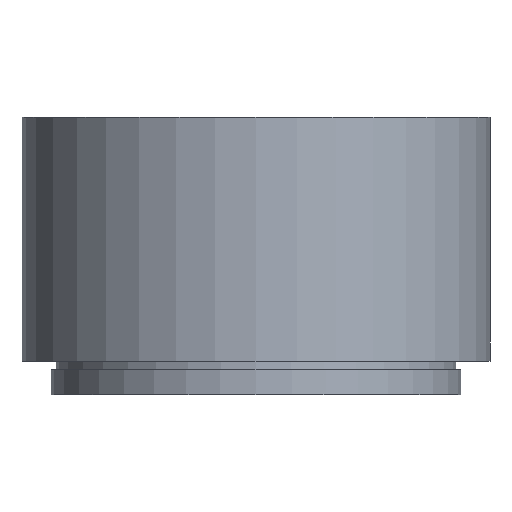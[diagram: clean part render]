
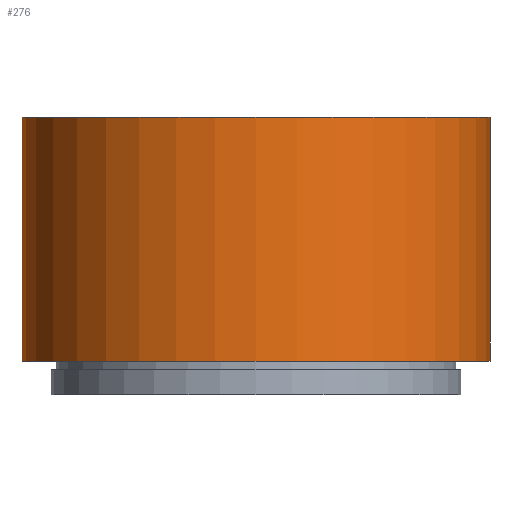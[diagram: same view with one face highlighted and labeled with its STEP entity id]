
A CAD part, front view. The second image highlights one B-rep face of the part: STEP entity #276.
In plain terms, the highlighted cylindrical face has radius 24 mm (diameter 48 mm), a partial arc.
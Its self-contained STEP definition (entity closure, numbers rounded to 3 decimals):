
#203 = VERTEX_POINT ( 'NONE', #625 ) ;
#204 = VERTEX_POINT ( 'NONE', #641 ) ;
#253 = EDGE_CURVE ( 'NONE', #204, #364, #763, .T. ) ;
#256 = EDGE_LOOP ( 'NONE', ( #257, #339, #268, #269 ) ) ;
#257 = ORIENTED_EDGE ( 'NONE', *, *, #253, .F. ) ;
#267 = EDGE_CURVE ( 'NONE', #203, #204, #805, .T. ) ;
#268 = ORIENTED_EDGE ( 'NONE', *, *, #311, .T. ) ;
#269 = ORIENTED_EDGE ( 'NONE', *, *, #361, .T. ) ;
#276 = ADVANCED_FACE ( 'NONE', ( #793 ), #790, .T. ) ;
#302 = VERTEX_POINT ( 'NONE', #950 ) ;
#311 = EDGE_CURVE ( 'NONE', #203, #302, #892, .T. ) ;
#339 = ORIENTED_EDGE ( 'NONE', *, *, #267, .F. ) ;
#361 = EDGE_CURVE ( 'NONE', #302, #364, #886, .T. ) ;
#364 = VERTEX_POINT ( 'NONE', #875 ) ;
#625 = CARTESIAN_POINT ( 'NONE',  ( -26.609, -2.327, 14.225 ) ) ;
#641 = CARTESIAN_POINT ( 'NONE',  ( 21.391, -2.327, 14.225 ) ) ;
#712 = DIRECTION ( 'NONE',  ( 0., 0., -1. ) ) ;
#763 = LINE ( 'NONE', #784, #783 ) ;
#783 = VECTOR ( 'NONE', #712, 1000. ) ;
#784 = CARTESIAN_POINT ( 'NONE',  ( 21.391, -2.327, 14.225 ) ) ;
#786 = DIRECTION ( 'NONE',  ( -1., 0., 0. ) ) ;
#787 = DIRECTION ( 'NONE',  ( 0., 0., -1. ) ) ;
#788 = AXIS2_PLACEMENT_3D ( 'NONE', #789, #787, #786 ) ;
#789 = CARTESIAN_POINT ( 'NONE',  ( -2.609, -2.327, 14.225 ) ) ;
#790 = CYLINDRICAL_SURFACE ( 'NONE', #788, 24. ) ;
#793 = FACE_OUTER_BOUND ( 'NONE', #256, .T. ) ;
#801 = DIRECTION ( 'NONE',  ( -1., 0., 0. ) ) ;
#802 = DIRECTION ( 'NONE',  ( 0., 0., 1. ) ) ;
#803 = CARTESIAN_POINT ( 'NONE',  ( -2.609, -2.327, 14.225 ) ) ;
#804 = AXIS2_PLACEMENT_3D ( 'NONE', #803, #802, #801 ) ;
#805 = CIRCLE ( 'NONE', #804, 24. ) ;
#868 = VECTOR ( 'NONE', #936, 1000. ) ;
#869 = CARTESIAN_POINT ( 'NONE',  ( -26.609, -2.327, 14.225 ) ) ;
#875 = CARTESIAN_POINT ( 'NONE',  ( 21.391, -2.327, -10.775 ) ) ;
#886 = CIRCLE ( 'NONE', #949, 24. ) ;
#892 = LINE ( 'NONE', #869, #868 ) ;
#936 = DIRECTION ( 'NONE',  ( 0., 0., -1. ) ) ;
#946 = DIRECTION ( 'NONE',  ( -1., 0., 0. ) ) ;
#947 = DIRECTION ( 'NONE',  ( 0., 0., 1. ) ) ;
#948 = CARTESIAN_POINT ( 'NONE',  ( -2.609, -2.327, -10.775 ) ) ;
#949 = AXIS2_PLACEMENT_3D ( 'NONE', #948, #947, #946 ) ;
#950 = CARTESIAN_POINT ( 'NONE',  ( -26.609, -2.327, -10.775 ) ) ;
